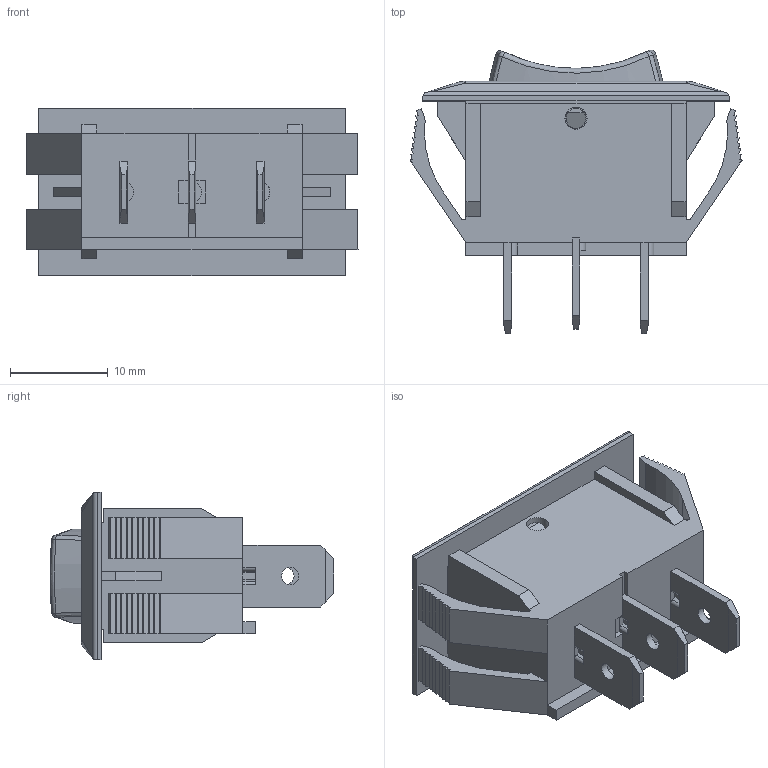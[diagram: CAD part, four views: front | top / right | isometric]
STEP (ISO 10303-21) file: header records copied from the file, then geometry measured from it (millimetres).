
FILE_DESCRIPTION((''),'2;1');
FILE_NAME('GRS-2013a_Shrinkwrap_1.stp','2013-08-15T09:27:55',('dwiltbank'),(''),'Autodesk Inventor 2011','Autodesk Inventor 2011','');
FILE_SCHEMA(('CONFIG_CONTROL_DESIGN'));
Length unit declared in the file: inch
Products named in the file (1): GRS-2013a_Shrinkwrap_1
Bounding box: 34 x 29.07 x 17.14 mm (x, y, z)
Volume: 3982.4 mm3; surface area: 5882.3 mm2
Topology: 2 solids, 2 shells, 410 faces, 1178 edges, 772 vertices
Faces by surface type: plane 329, cylinder 51, bspline 20, cone 6, sphere 4
Full cylindrical faces by diameter (mm): 1.778 x3, 2.032 x1, 2.286 x1, 2.54 x1, 2.794 x1, 4.42 x1
Entity records: 14382 total; most frequent: CARTESIAN_POINT 3331, ORIENTED_EDGE 2326, DIRECTION 2000, EDGE_CURVE 1163, VECTOR 952, LINE 952, VERTEX_POINT 765, AXIS2_PLACEMENT_3D 524
